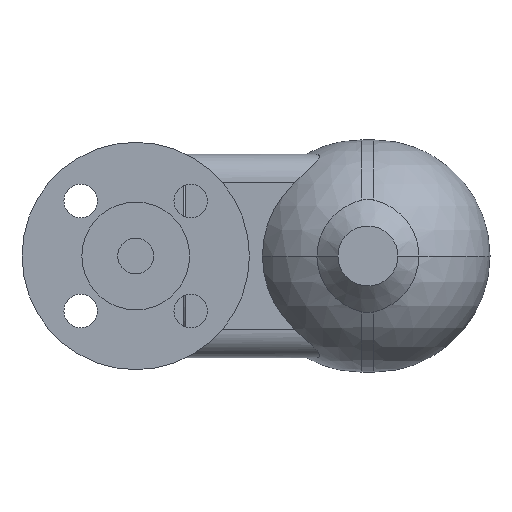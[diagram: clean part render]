
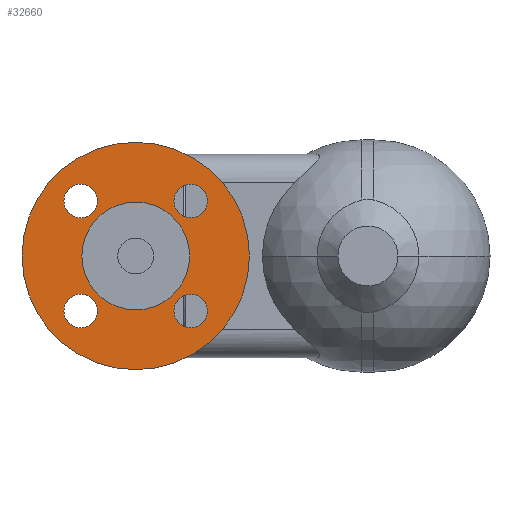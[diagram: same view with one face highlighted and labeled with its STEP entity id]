
A CAD part, front view. The second image highlights one B-rep face of the part: STEP entity #32660.
In plain terms, the highlighted planar face has unit normal (0, -1, 0).
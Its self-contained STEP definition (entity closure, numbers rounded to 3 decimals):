
#940=CARTESIAN_POINT('',(22.5,-148.,0.));
#950=VERTEX_POINT('',#940);
#1000=CARTESIAN_POINT('',(0.,-148.,0.));
#1010=DIRECTION('',(0.,-1.,0.));
#1020=DIRECTION('',(1.,0.,0.));
#1030=AXIS2_PLACEMENT_3D('',#1000,#1010,#1020);
#1040=CIRCLE('',#1030,22.5);
#1050=CARTESIAN_POINT('',(-22.5,-148.,0.));
#1060=VERTEX_POINT('',#1050);
#1070=EDGE_CURVE('',#1060,#950,#1040,.T.);
#1780=CARTESIAN_POINT('',(47.5,-148.,0.));
#1790=VERTEX_POINT('',#1780);
#1840=CARTESIAN_POINT('',(0.,-148.,0.));
#1850=DIRECTION('',(0.,1.,0.));
#1860=DIRECTION('',(1.,0.,0.));
#1870=AXIS2_PLACEMENT_3D('',#1840,#1850,#1860);
#1880=CIRCLE('',#1870,47.5);
#1890=CARTESIAN_POINT('',(-47.5,-148.,0.));
#1900=VERTEX_POINT('',#1890);
#1910=EDGE_CURVE('',#1900,#1790,#1880,.T.);
#2200=CARTESIAN_POINT('',(15.981,-148.,22.981));
#2210=VERTEX_POINT('',#2200);
#2390=CARTESIAN_POINT('',(29.981,-148.,22.981));
#2400=VERTEX_POINT('',#2390);
#2430=CARTESIAN_POINT('',(22.981,-148.,22.981));
#2440=DIRECTION('',(0.,-1.,0.));
#2450=DIRECTION('',(1.,0.,0.));
#2460=AXIS2_PLACEMENT_3D('',#2430,#2440,#2450);
#2470=CIRCLE('',#2460,7.);
#2480=EDGE_CURVE('',#2210,#2400,#2470,.T.);
#2620=CARTESIAN_POINT('',(29.981,-148.,-22.981));
#2630=VERTEX_POINT('',#2620);
#2810=CARTESIAN_POINT('',(15.981,-148.,-22.981));
#2820=VERTEX_POINT('',#2810);
#2850=CARTESIAN_POINT('',(22.981,-148.,-22.981));
#2860=DIRECTION('',(0.,-1.,0.));
#2870=DIRECTION('',(1.,0.,0.));
#2880=AXIS2_PLACEMENT_3D('',#2850,#2860,#2870);
#2890=CIRCLE('',#2880,7.);
#2900=EDGE_CURVE('',#2630,#2820,#2890,.T.);
#3040=CARTESIAN_POINT('',(-29.981,-148.,22.981));
#3050=VERTEX_POINT('',#3040);
#3230=CARTESIAN_POINT('',(-15.981,-148.,22.981));
#3240=VERTEX_POINT('',#3230);
#3270=CARTESIAN_POINT('',(-22.981,-148.,22.981));
#3280=DIRECTION('',(0.,-1.,0.));
#3290=DIRECTION('',(1.,0.,0.));
#3300=AXIS2_PLACEMENT_3D('',#3270,#3280,#3290);
#3310=CIRCLE('',#3300,7.);
#3320=EDGE_CURVE('',#3050,#3240,#3310,.T.);
#3460=CARTESIAN_POINT('',(-15.981,-148.,-22.981));
#3470=VERTEX_POINT('',#3460);
#3650=CARTESIAN_POINT('',(-29.981,-148.,-22.981));
#3660=VERTEX_POINT('',#3650);
#3690=CARTESIAN_POINT('',(-22.981,-148.,-22.981));
#3700=DIRECTION('',(0.,-1.,0.));
#3710=DIRECTION('',(1.,0.,0.));
#3720=AXIS2_PLACEMENT_3D('',#3690,#3700,#3710);
#3730=CIRCLE('',#3720,7.);
#3740=EDGE_CURVE('',#3470,#3660,#3730,.T.);
#32310=CARTESIAN_POINT('',(0.,-148.,0.));
#32320=DIRECTION('',(0.,1.,0.));
#32330=DIRECTION('',(0.,0.,1.));
#32340=AXIS2_PLACEMENT_3D('',#32310,#32320,#32330);
#32350=PLANE('',#32340);
#32360=EDGE_CURVE('',#3660,#3470,#3730,.T.);
#32370=ORIENTED_EDGE('',*,*,#32360,.F.);
#32380=ORIENTED_EDGE('',*,*,#3740,.F.);
#32390=EDGE_LOOP('',(#32380,#32370));
#32400=FACE_BOUND('',#32390,.T.);
#32410=EDGE_CURVE('',#3240,#3050,#3310,.T.);
#32420=ORIENTED_EDGE('',*,*,#32410,.F.);
#32430=ORIENTED_EDGE('',*,*,#3320,.F.);
#32440=EDGE_LOOP('',(#32430,#32420));
#32450=FACE_BOUND('',#32440,.T.);
#32460=EDGE_CURVE('',#2820,#2630,#2890,.T.);
#32470=ORIENTED_EDGE('',*,*,#32460,.F.);
#32480=ORIENTED_EDGE('',*,*,#2900,.F.);
#32490=EDGE_LOOP('',(#32480,#32470));
#32500=FACE_BOUND('',#32490,.T.);
#32510=EDGE_CURVE('',#2400,#2210,#2470,.T.);
#32520=ORIENTED_EDGE('',*,*,#32510,.F.);
#32530=ORIENTED_EDGE('',*,*,#2480,.F.);
#32540=EDGE_LOOP('',(#32530,#32520));
#32550=FACE_BOUND('',#32540,.T.);
#32560=EDGE_CURVE('',#1790,#1900,#1880,.T.);
#32570=ORIENTED_EDGE('',*,*,#32560,.F.);
#32580=ORIENTED_EDGE('',*,*,#1910,.F.);
#32590=EDGE_LOOP('',(#32580,#32570));
#32600=FACE_OUTER_BOUND('',#32590,.T.);
#32610=ORIENTED_EDGE('',*,*,#1070,.F.);
#32620=EDGE_CURVE('',#950,#1060,#1040,.T.);
#32630=ORIENTED_EDGE('',*,*,#32620,.F.);
#32640=EDGE_LOOP('',(#32630,#32610));
#32650=FACE_BOUND('',#32640,.T.);
#32660=ADVANCED_FACE('',(#32400,#32450,#32500,#32550,#32600,#32650),
#32350,.F.);
